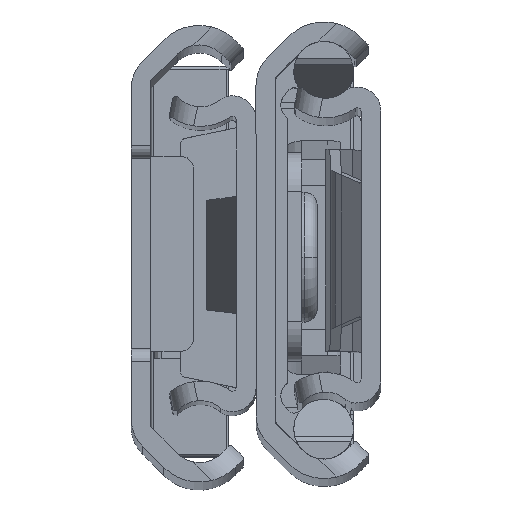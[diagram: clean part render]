
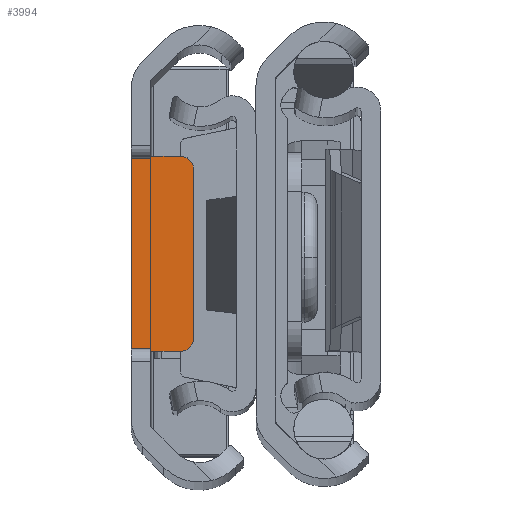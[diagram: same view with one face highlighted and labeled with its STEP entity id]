
A CAD part, top view. The second image highlights one B-rep face of the part: STEP entity #3994.
In plain terms, the highlighted planar face has unit normal (0, 0, 1).
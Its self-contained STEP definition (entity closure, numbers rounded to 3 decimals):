
#168 = ORIENTED_EDGE ( 'NONE', *, *, #17023, .F. ) ;
#814 = VERTEX_POINT ( 'NONE', #1886 ) ;
#1176 = CARTESIAN_POINT ( 'NONE',  ( 3.3, -6.5, -4. ) ) ;
#1257 = VERTEX_POINT ( 'NONE', #12586 ) ;
#1300 = CARTESIAN_POINT ( 'NONE',  ( -1.5, 7.5, -4. ) ) ;
#1347 = LINE ( 'NONE', #15188, #6755 ) ;
#1699 = DIRECTION ( 'NONE',  ( 1., 0., 0. ) ) ;
#1886 = CARTESIAN_POINT ( 'NONE',  ( -1.5, 7.5, -4. ) ) ;
#2216 = VERTEX_POINT ( 'NONE', #1176 ) ;
#2297 = VERTEX_POINT ( 'NONE', #3004 ) ;
#2616 = ORIENTED_EDGE ( 'NONE', *, *, #11729, .T. ) ;
#2983 = ORIENTED_EDGE ( 'NONE', *, *, #18664, .T. ) ;
#3004 = CARTESIAN_POINT ( 'NONE',  ( -1.5, -7.5, -4. ) ) ;
#3071 = VECTOR ( 'NONE', #19692, 1000. ) ;
#3572 = CARTESIAN_POINT ( 'NONE',  ( 2.3, -6.5, -4. ) ) ;
#3994 = ADVANCED_FACE ( 'NONE', ( #16471 ), #7683, .F. ) ;
#4023 = ORIENTED_EDGE ( 'NONE', *, *, #8321, .F. ) ;
#4539 = LINE ( 'NONE', #1300, #3071 ) ;
#4885 = DIRECTION ( 'NONE',  ( 0., 0., 1. ) ) ;
#5509 = CARTESIAN_POINT ( 'NONE',  ( 3.3, 6.5, -4. ) ) ;
#5808 = DIRECTION ( 'NONE',  ( -1., 0., 0. ) ) ;
#5865 = EDGE_CURVE ( 'NONE', #11468, #2216, #9152, .T. ) ;
#6755 = VECTOR ( 'NONE', #5808, 1000. ) ;
#7683 = PLANE ( 'NONE',  #11599 ) ;
#7782 = DIRECTION ( 'NONE',  ( 0., 1., 0. ) ) ;
#7858 = EDGE_LOOP ( 'NONE', ( #19546, #12811, #11414, #16759, #168, #2983, #4023, #2616 ) ) ;
#7873 = DIRECTION ( 'NONE',  ( 0., 0., -1. ) ) ;
#8321 = EDGE_CURVE ( 'NONE', #16246, #16745, #13661, .T. ) ;
#8775 = CIRCLE ( 'NONE', #13278, 1. ) ;
#9152 = LINE ( 'NONE', #16727, #14035 ) ;
#9932 = EDGE_CURVE ( 'NONE', #814, #1257, #4539, .T. ) ;
#10095 = CARTESIAN_POINT ( 'NONE',  ( 0., -7.5, -4. ) ) ;
#10670 = AXIS2_PLACEMENT_3D ( 'NONE', #13571, #19513, #19719 ) ;
#10762 = CARTESIAN_POINT ( 'NONE',  ( 2.3, -7.5, -4. ) ) ;
#10763 = DIRECTION ( 'NONE',  ( 0., -1., 0. ) ) ;
#10843 = EDGE_CURVE ( 'NONE', #11468, #19971, #11628, .T. ) ;
#10931 = VECTOR ( 'NONE', #18849, 1000. ) ;
#10951 = DIRECTION ( 'NONE',  ( 0., 1., 0. ) ) ;
#11414 = ORIENTED_EDGE ( 'NONE', *, *, #17568, .T. ) ;
#11468 = VERTEX_POINT ( 'NONE', #5509 ) ;
#11599 = AXIS2_PLACEMENT_3D ( 'NONE', #18660, #7873, #7782 ) ;
#11628 = CIRCLE ( 'NONE', #10670, 1. ) ;
#11729 = EDGE_CURVE ( 'NONE', #16246, #2216, #8775, .T. ) ;
#12163 = CARTESIAN_POINT ( 'NONE',  ( 2.3, 7.5, -4. ) ) ;
#12235 = LINE ( 'NONE', #18673, #18586 ) ;
#12348 = VECTOR ( 'NONE', #18289, 1000. ) ;
#12586 = CARTESIAN_POINT ( 'NONE',  ( 0., 7.5, -4. ) ) ;
#12701 = LINE ( 'NONE', #14119, #10931 ) ;
#12811 = ORIENTED_EDGE ( 'NONE', *, *, #10843, .T. ) ;
#13278 = AXIS2_PLACEMENT_3D ( 'NONE', #3572, #4885, #10951 ) ;
#13571 = CARTESIAN_POINT ( 'NONE',  ( 2.3, 6.5, -4. ) ) ;
#13661 = LINE ( 'NONE', #18096, #12348 ) ;
#14035 = VECTOR ( 'NONE', #10763, 1000. ) ;
#14119 = CARTESIAN_POINT ( 'NONE',  ( -1.5, 7.5, -4. ) ) ;
#15188 = CARTESIAN_POINT ( 'NONE',  ( 3.3, 7.5, -4. ) ) ;
#16246 = VERTEX_POINT ( 'NONE', #10762 ) ;
#16471 = FACE_OUTER_BOUND ( 'NONE', #7858, .T. ) ;
#16727 = CARTESIAN_POINT ( 'NONE',  ( 3.3, -7.5, -4. ) ) ;
#16745 = VERTEX_POINT ( 'NONE', #10095 ) ;
#16759 = ORIENTED_EDGE ( 'NONE', *, *, #9932, .F. ) ;
#17023 = EDGE_CURVE ( 'NONE', #2297, #814, #12701, .T. ) ;
#17568 = EDGE_CURVE ( 'NONE', #19971, #1257, #1347, .T. ) ;
#18096 = CARTESIAN_POINT ( 'NONE',  ( 3.3, -7.5, -4. ) ) ;
#18289 = DIRECTION ( 'NONE',  ( -1., 0., 0. ) ) ;
#18586 = VECTOR ( 'NONE', #1699, 1000. ) ;
#18660 = CARTESIAN_POINT ( 'NONE',  ( -1.5, 7.5, -4. ) ) ;
#18664 = EDGE_CURVE ( 'NONE', #2297, #16745, #12235, .T. ) ;
#18673 = CARTESIAN_POINT ( 'NONE',  ( -1.5, -7.5, -4. ) ) ;
#18849 = DIRECTION ( 'NONE',  ( 0., 1., 0. ) ) ;
#19513 = DIRECTION ( 'NONE',  ( 0., 0., 1. ) ) ;
#19546 = ORIENTED_EDGE ( 'NONE', *, *, #5865, .F. ) ;
#19692 = DIRECTION ( 'NONE',  ( 1., 0., 0. ) ) ;
#19719 = DIRECTION ( 'NONE',  ( 0., 1., 0. ) ) ;
#19971 = VERTEX_POINT ( 'NONE', #12163 ) ;
